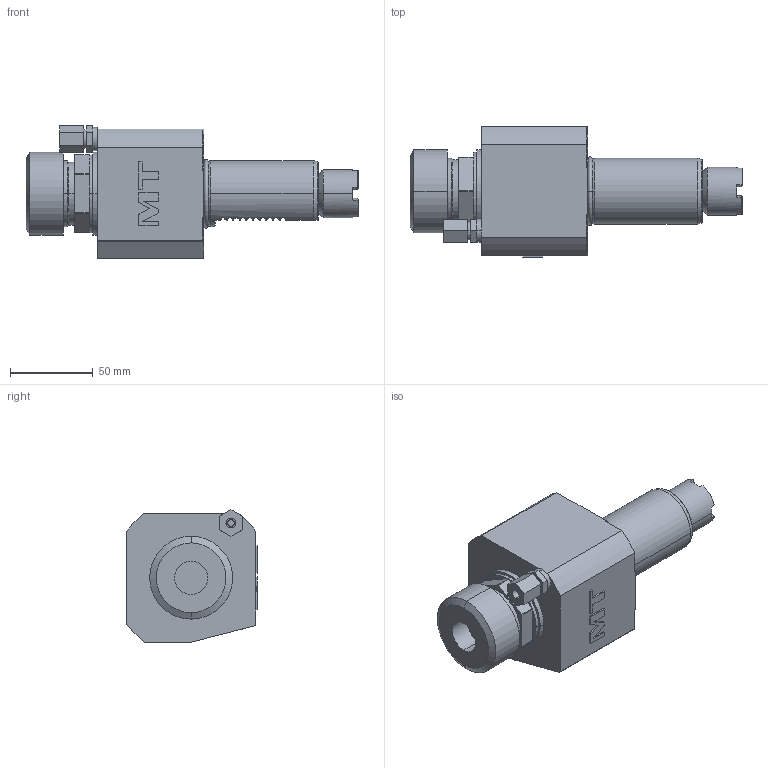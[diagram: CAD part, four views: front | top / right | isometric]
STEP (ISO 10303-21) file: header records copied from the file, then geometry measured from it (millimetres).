
FILE_DESCRIPTION((''),'2;1');
FILE_NAME('122OKU_A32_40B00_CONF','2024-12-09T15:04:59',('fpalella'),('M.T. srl'),'CREO PARAMETRIC BY PTC INC, 2023352','CREO PARAMETRIC BY PTC INC, 2023352','');
FILE_SCHEMA(('CONFIG_CONTROL_DESIGN'));
Length unit declared in the file: millimetre
Products named in the file (1): 122OKU_A32_40B00_CONF
Bounding box: 200.26 x 79 x 80.08 mm (x, y, z)
Volume: 532657.3 mm3; surface area: 53538.8 mm2
Topology: 1 solids, 1 shells, 237 faces, 616 edges, 401 vertices
Faces by surface type: plane 163, cylinder 50, cone 13, torus 7, extrusion 4
Entity records: 7378 total; most frequent: CARTESIAN_POINT 1563, ORIENTED_EDGE 1228, DIRECTION 1154, EDGE_CURVE 614, VERTEX_POINT 401, AXIS2_PLACEMENT_3D 392, VECTOR 370, LINE 366
